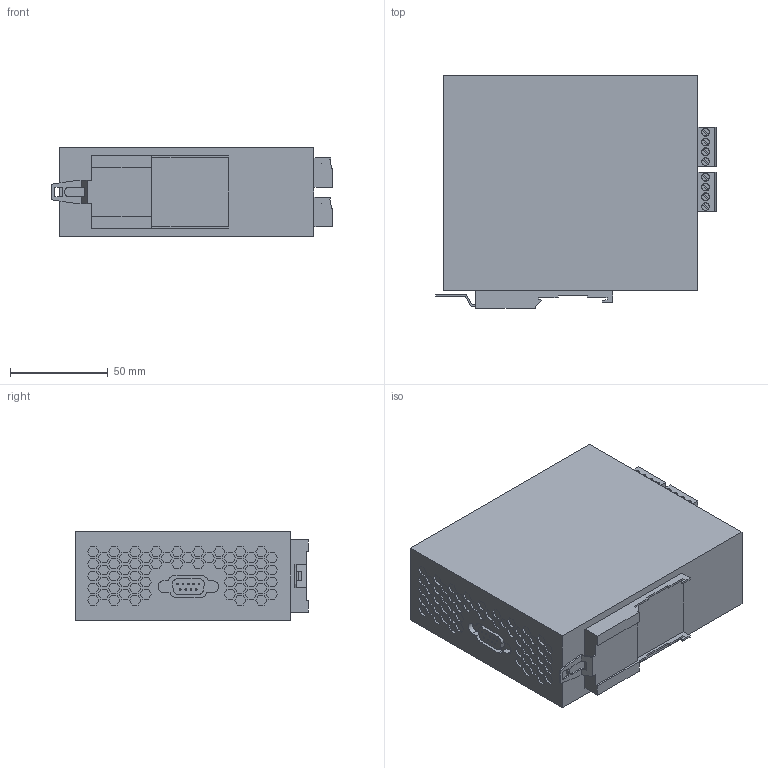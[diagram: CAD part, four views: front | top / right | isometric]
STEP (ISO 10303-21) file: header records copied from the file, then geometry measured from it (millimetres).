
FILE_DESCRIPTION(('SolidDesigner STEP Export'),'2;1');
FILE_NAME('2701877_FL_MGUARD_RS4004_TX_DTX_VPN-select.stp','2015-03-17T 9:36:26',(''),(''),'Creo Elements/Direct Modeling STEP processor for AP214 (Solid Model)','Creo Elements/Direct Modeling 18.1B 29-Sep-2012 (C) Parametric Technology GmbH','');
FILE_SCHEMA(('AUTOMOTIVE_DESIGN { 1 0 10303 214 1 1 1 1 }'));
Length unit declared in the file: millimetre
Products named in the file (2): 2701877_FL_MGUARD_RS4004_TX_DTX_VPN-select
Assembly tree (1 placements, depth 2):
  2701877_FL_MGUARD_RS4004_TX_DTX_VPN-select
    2701877_FL_MGUARD_RS4004_TX_DTX_VPN-select
Bounding box: 143.29 x 119 x 45 mm (x, y, z)
Volume: 657705.5 mm3; surface area: 59980.8 mm2
Topology: 1 solids, 1 shells, 1324 faces, 3390 edges, 2244 vertices
Faces by surface type: plane 1207, cylinder 117
Entity records: 49134 total; most frequent: ORIENTED_EDGE 6780, CARTESIAN_POINT 6756, DIRECTION 5973, EDGE_CURVE 3390, VECTOR 3051, LINE 3051, VERTEX_POINT 2244, EDGE_LOOP 1504
